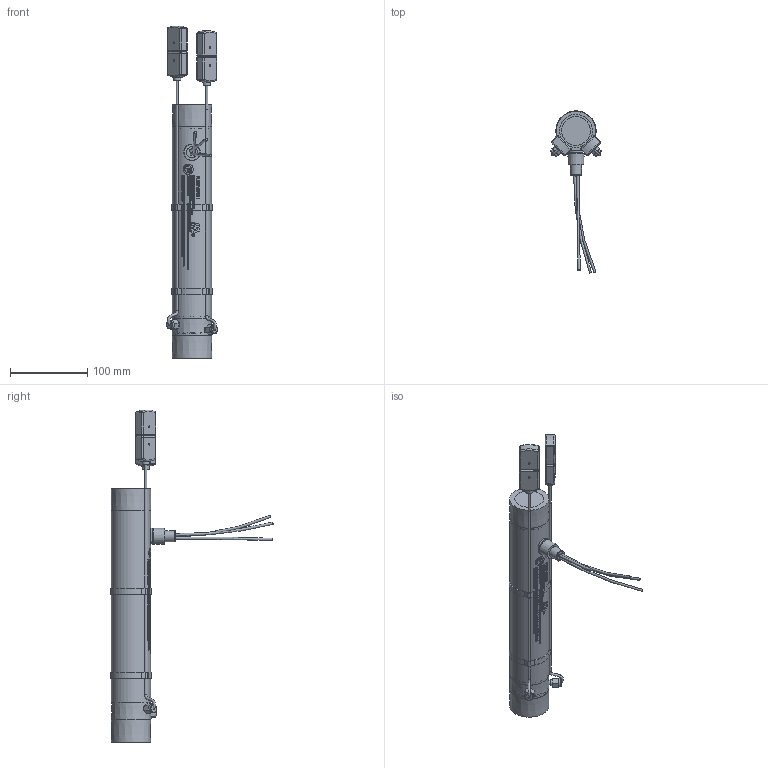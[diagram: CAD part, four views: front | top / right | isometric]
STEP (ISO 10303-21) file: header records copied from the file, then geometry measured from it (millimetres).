
FILE_DESCRIPTION(/* description */ ('Alibre Inc.'),/* implementation_level */ '2;1');
FILE_NAME(/* name */ 'export0',/* time_stamp */ '2016-01-27T14:37:26-05:00',/* author */ (''),/* organization */ (''),/* preprocessor_version */ 'ST-DEVELOPER v14',/* originating_system */ 'Alibre',/* authorisation */ '');
FILE_SCHEMA (('CONFIG_CONTROL_DESIGN'));
Length unit declared in the file: centimetre
Products named in the file (19): ID_1; ID_2; ID_3; ID_4; ID_5; ID_6; ID_7; ID_8; ID_9; ID_10; ID_11; ID_12; ID_13; ID_14; ID_15; ID_16
Bounding box: 65.98 x 210.23 x 430.41 mm (x, y, z)
Volume: 186157 mm3; surface area: 158662.2 mm2
Topology: 301 solids, 301 shells, 4317 faces, 10961 edges, 7252 vertices
Faces by surface type: plane 2410, bspline 1127, cylinder 704, sphere 32, cone 25, torus 14, revolution 3, extrusion 2
Full cylindrical faces by diameter (mm): 1.177 x2, 2.54 x4, 3.048 x6, 3.166 x2, 3.175 x4, 3.302 x2, 3.454 x2, 3.937 x2, 3.988 x2, 4.826 x2, 4.877 x2, 5.334 x2, 5.563 x2, 6.223 x4, 7.75 x2, 7.798 x2, 9.525 x2, 10.998 x1, 11.125 x1, 11.129 x2, 13.208 x1, 14.044 x1, 14.224 x1, 14.275 x1, 14.301 x1, 16.893 x1, 38.1 x3, 42.672 x2, 48.514 x3, 49.022 x1
Entity records: 135306 total; most frequent: CARTESIAN_POINT 42089, ORIENTED_EDGE 21164, DIRECTION 13655, EDGE_CURVE 10582, VERTEX_POINT 7072, VECTOR 5674, LINE 5673, AXIS2_PLACEMENT_3D 5174
